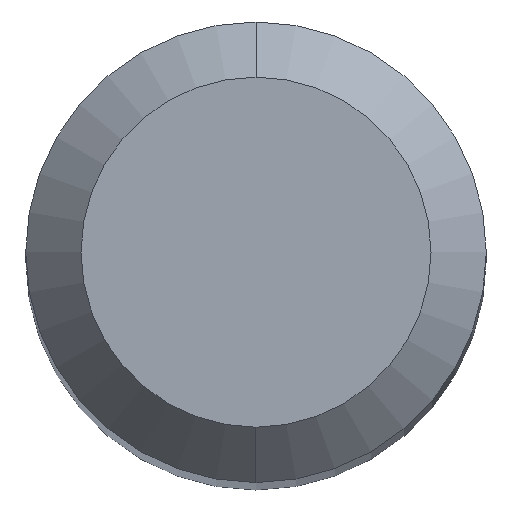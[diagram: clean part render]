
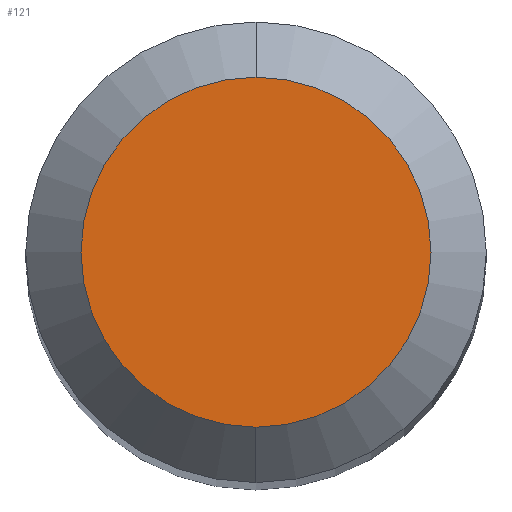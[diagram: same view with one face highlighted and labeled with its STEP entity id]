
A CAD part, top view. The second image highlights one B-rep face of the part: STEP entity #121.
In plain terms, the highlighted planar face has unit normal (0, 0, 1).
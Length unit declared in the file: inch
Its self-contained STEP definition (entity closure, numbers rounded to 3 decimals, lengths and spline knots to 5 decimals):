
#15 = AXIS2_PLACEMENT_3D ( 'NONE', #172, #38, #78 ) ;
#38 = DIRECTION ( 'NONE',  ( 0., 0., 1. ) ) ;
#49 = CIRCLE ( 'NONE', #15, 0.0475 ) ;
#78 = DIRECTION ( 'NONE',  ( 0., -1., 0. ) ) ;
#90 = AXIS2_PLACEMENT_3D ( 'NONE', #557, #298, #470 ) ;
#118 = CARTESIAN_POINT ( 'NONE',  ( 0., 0.0475, 0. ) ) ;
#121 = ADVANCED_FACE ( 'NONE', ( #385 ), #502, .F. ) ;
#172 = CARTESIAN_POINT ( 'NONE',  ( 0., 0., 0. ) ) ;
#177 = AXIS2_PLACEMENT_3D ( 'NONE', #182, #389, #521 ) ;
#182 = CARTESIAN_POINT ( 'NONE',  ( 0., 0., 0. ) ) ;
#226 = CARTESIAN_POINT ( 'NONE',  ( 0., -0.0475, 0. ) ) ;
#254 = CIRCLE ( 'NONE', #177, 0.0475 ) ;
#298 = DIRECTION ( 'NONE',  ( 0., 0., -1. ) ) ;
#303 = EDGE_LOOP ( 'NONE', ( #558, #404 ) ) ;
#326 = EDGE_CURVE ( 'NONE', #498, #367, #49, .T. ) ;
#367 = VERTEX_POINT ( 'NONE', #118 ) ;
#385 = FACE_OUTER_BOUND ( 'NONE', #303, .T. ) ;
#389 = DIRECTION ( 'NONE',  ( 0., 0., 1. ) ) ;
#404 = ORIENTED_EDGE ( 'NONE', *, *, #326, .T. ) ;
#459 = EDGE_CURVE ( 'NONE', #367, #498, #254, .T. ) ;
#470 = DIRECTION ( 'NONE',  ( 0., 1., 0. ) ) ;
#498 = VERTEX_POINT ( 'NONE', #226 ) ;
#502 = PLANE ( 'NONE',  #90 ) ;
#521 = DIRECTION ( 'NONE',  ( 0., -1., 0. ) ) ;
#557 = CARTESIAN_POINT ( 'NONE',  ( 0., 0.0475, 0. ) ) ;
#558 = ORIENTED_EDGE ( 'NONE', *, *, #459, .T. ) ;
